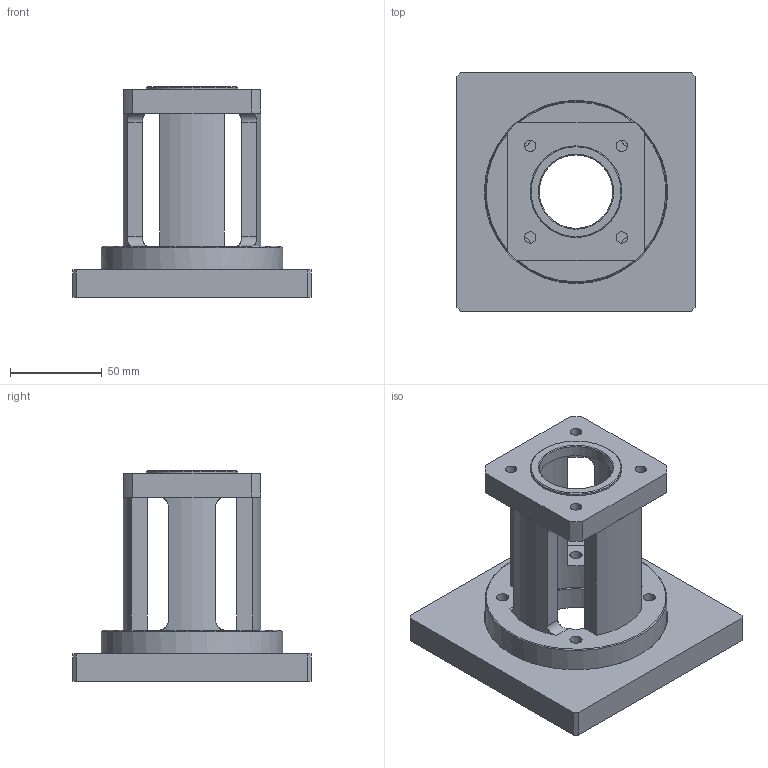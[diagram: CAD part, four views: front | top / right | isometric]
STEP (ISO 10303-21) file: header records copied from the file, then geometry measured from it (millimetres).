
FILE_DESCRIPTION(/* description */ (''),/* implementation_level */ '2;1');
FILE_NAME(/* name */ 'VK MTJ80 130 X 130 GESM2428.stp',/* time_stamp */ '2015-08-21T10:55:39+01:00',/* author */ ('Hypex'),/* organization */ ('Hypex'),/* preprocessor_version */ 'ST-DEVELOPER v15.2',/* originating_system */ 'Autodesk Inventor 2014',/* authorisation */ '');
FILE_SCHEMA (('AUTOMOTIVE_DESIGN { 1 0 10303 214 3 1 1 }'));
Length unit declared in the file: millimetre
Products named in the file (1): VK MTJ80 130 X 130 GESM2428
Bounding box: 130 x 130 x 115 mm (x, y, z)
Volume: 384489.2 mm3; surface area: 84207.4 mm2
Topology: 1 solids, 2 shells, 72 faces, 195 edges, 130 vertices
Faces by surface type: plane 35, cylinder 30, cone 7
Full cylindrical faces by diameter (mm): 6.2 x4, 6.647 x4, 40 x1, 50 x1, 60 x2, 99 x2
Entity records: 2318 total; most frequent: CARTESIAN_POINT 497, DIRECTION 354, ORIENTED_EDGE 324, EDGE_CURVE 162, AXIS2_PLACEMENT_3D 135, VERTEX_POINT 118, EDGE_LOOP 116, LINE 84
